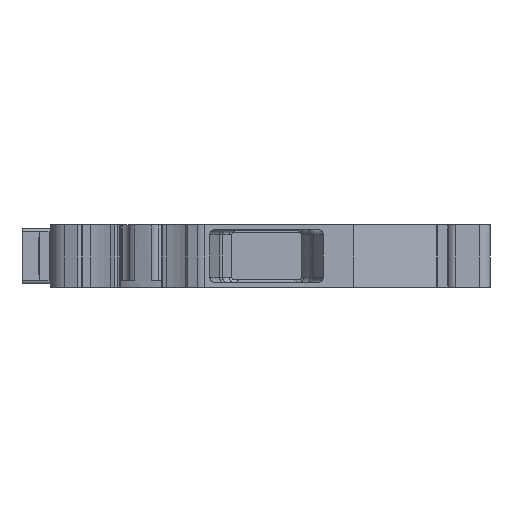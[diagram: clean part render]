
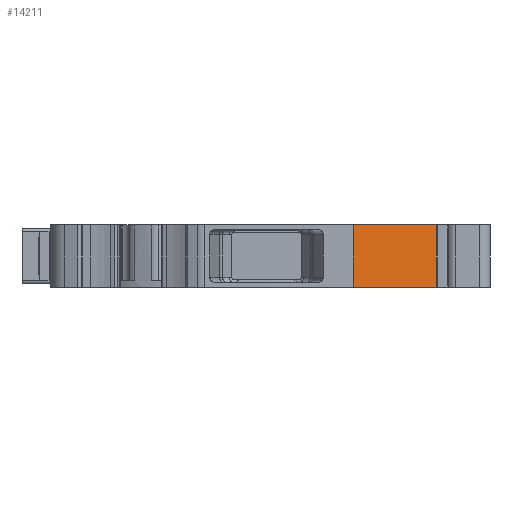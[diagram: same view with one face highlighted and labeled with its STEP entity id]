
A CAD part, left-side view. The second image highlights one B-rep face of the part: STEP entity #14211.
In plain terms, the highlighted planar face has unit normal (-0.976, -0.216, 0).
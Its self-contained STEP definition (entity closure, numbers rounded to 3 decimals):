
#5719 = LINE ( 'NONE', #5791, #34971 ) ;
#5744 = DIRECTION ( 'NONE',  ( 0., 0., 1. ) ) ;
#5767 = CARTESIAN_POINT ( 'NONE',  ( 990.943, 939.956, -5.85 ) ) ;
#5791 = CARTESIAN_POINT ( 'NONE',  ( 992.682, 932.116, 0. ) ) ;
#5794 = DIRECTION ( 'NONE',  ( 0.216, -0.976, 0. ) ) ;
#5796 = LINE ( 'NONE', #5767, #34950 ) ;
#10536 = EDGE_LOOP ( 'NONE', ( #13704, #13755, #13802, #13675 ) ) ;
#11260 = EDGE_CURVE ( 'NONE', #12426, #12219, #5719, .T. ) ;
#11266 = EDGE_CURVE ( 'NONE', #18126, #12426, #5796, .T. ) ;
#12116 = VERTEX_POINT ( 'NONE', #41462 ) ;
#12219 = VERTEX_POINT ( 'NONE', #41559 ) ;
#12426 = VERTEX_POINT ( 'NONE', #41777 ) ;
#13675 = ORIENTED_EDGE ( 'NONE', *, *, #13903, .T. ) ;
#13704 = ORIENTED_EDGE ( 'NONE', *, *, #11260, .F. ) ;
#13755 = ORIENTED_EDGE ( 'NONE', *, *, #11266, .F. ) ;
#13802 = ORIENTED_EDGE ( 'NONE', *, *, #14706, .T. ) ;
#13903 = EDGE_CURVE ( 'NONE', #12116, #12219, #17184, .T. ) ;
#14211 = ADVANCED_FACE ( 'NONE', ( #35014 ), #34996, .T. ) ;
#14706 = EDGE_CURVE ( 'NONE', #18126, #12116, #25835, .T. ) ;
#17159 = DIRECTION ( 'NONE',  ( 0., 0., 1. ) ) ;
#17184 = LINE ( 'NONE', #17185, #32379 ) ;
#17185 = CARTESIAN_POINT ( 'NONE',  ( 992.682, 932.116, -5.85 ) ) ;
#18126 = VERTEX_POINT ( 'NONE', #21442 ) ;
#21442 = CARTESIAN_POINT ( 'NONE',  ( 990.943, 939.956, -5.85 ) ) ;
#25828 = CARTESIAN_POINT ( 'NONE',  ( 992.682, 932.116, -5.85 ) ) ;
#25835 = LINE ( 'NONE', #25828, #26553 ) ;
#25842 = DIRECTION ( 'NONE',  ( 0.216, -0.976, 0. ) ) ;
#26553 = VECTOR ( 'NONE', #25842, 1000. ) ;
#32379 = VECTOR ( 'NONE', #17159, 1000. ) ;
#32783 = AXIS2_PLACEMENT_3D ( 'NONE', #35021, #35035, #35029 ) ;
#34950 = VECTOR ( 'NONE', #5744, 1000. ) ;
#34971 = VECTOR ( 'NONE', #5794, 1000. ) ;
#34996 = PLANE ( 'NONE',  #32783 ) ;
#35014 = FACE_OUTER_BOUND ( 'NONE', #10536, .T. ) ;
#35021 = CARTESIAN_POINT ( 'NONE',  ( 992.682, 932.116, -5.85 ) ) ;
#35029 = DIRECTION ( 'NONE',  ( 0.216, -0.976, 0. ) ) ;
#35035 = DIRECTION ( 'NONE',  ( -0.976, -0.216, 0. ) ) ;
#41462 = CARTESIAN_POINT ( 'NONE',  ( 992.682, 932.116, -5.85 ) ) ;
#41559 = CARTESIAN_POINT ( 'NONE',  ( 992.682, 932.116, 0. ) ) ;
#41777 = CARTESIAN_POINT ( 'NONE',  ( 990.943, 939.956, 0. ) ) ;
